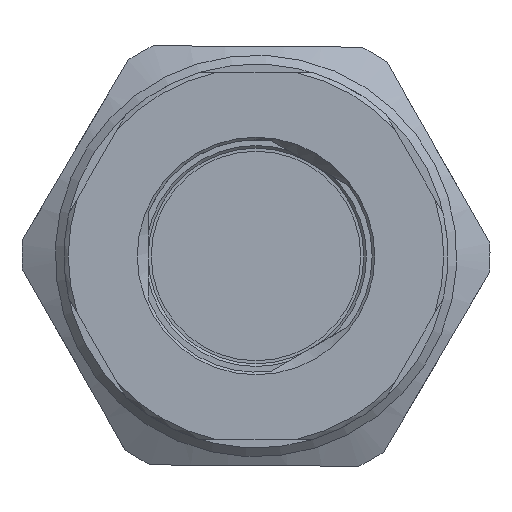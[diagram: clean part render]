
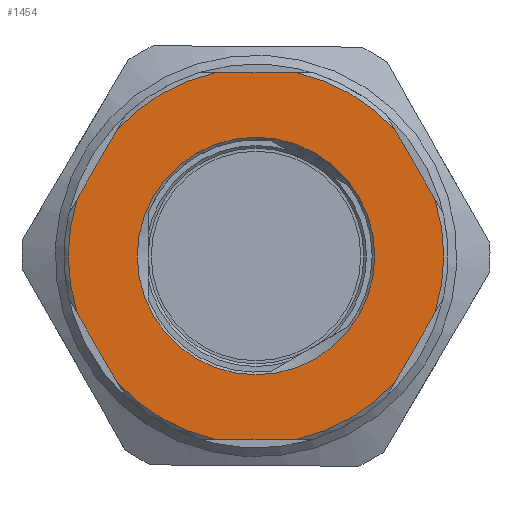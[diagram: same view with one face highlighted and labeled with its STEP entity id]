
A CAD part, left-side view. The second image highlights one B-rep face of the part: STEP entity #1454.
In plain terms, the highlighted planar face has unit normal (-1, 0, 0).
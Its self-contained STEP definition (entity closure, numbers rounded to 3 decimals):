
#172=FACE_BOUND('',#347,.T.);
#194=PLANE('',#1626);
#256=FACE_OUTER_BOUND('',#346,.T.);
#346=EDGE_LOOP('',(#1208,#1209,#1210,#1211,#1212,#1213,#1214,#1215,#1216,
#1217,#1218,#1219));
#347=EDGE_LOOP('',(#1220,#1221));
#418=LINE('',#2429,#484);
#419=LINE('',#2433,#485);
#420=LINE('',#2437,#486);
#421=LINE('',#2441,#487);
#422=LINE('',#2445,#488);
#423=LINE('',#2449,#489);
#484=VECTOR('',#1973,10.);
#485=VECTOR('',#1976,10.);
#486=VECTOR('',#1979,10.);
#487=VECTOR('',#1982,10.);
#488=VECTOR('',#1985,10.);
#489=VECTOR('',#1988,10.);
#571=CIRCLE('',#1609,6.8);
#572=CIRCLE('',#1610,6.8);
#580=CIRCLE('',#1627,10.75);
#581=CIRCLE('',#1628,10.75);
#582=CIRCLE('',#1629,10.75);
#583=CIRCLE('',#1630,10.75);
#584=CIRCLE('',#1631,10.75);
#585=CIRCLE('',#1632,10.75);
#685=VERTEX_POINT('',#2387);
#686=VERTEX_POINT('',#2389);
#696=VERTEX_POINT('',#2427);
#697=VERTEX_POINT('',#2428);
#698=VERTEX_POINT('',#2430);
#699=VERTEX_POINT('',#2432);
#700=VERTEX_POINT('',#2434);
#701=VERTEX_POINT('',#2436);
#702=VERTEX_POINT('',#2438);
#703=VERTEX_POINT('',#2440);
#704=VERTEX_POINT('',#2442);
#705=VERTEX_POINT('',#2444);
#706=VERTEX_POINT('',#2446);
#707=VERTEX_POINT('',#2448);
#860=EDGE_CURVE('',#686,#685,#571,.T.);
#861=EDGE_CURVE('',#685,#686,#572,.T.);
#879=EDGE_CURVE('',#696,#697,#418,.T.);
#880=EDGE_CURVE('',#698,#697,#580,.T.);
#881=EDGE_CURVE('',#698,#699,#419,.T.);
#882=EDGE_CURVE('',#700,#699,#581,.T.);
#883=EDGE_CURVE('',#700,#701,#420,.T.);
#884=EDGE_CURVE('',#702,#701,#582,.T.);
#885=EDGE_CURVE('',#702,#703,#421,.T.);
#886=EDGE_CURVE('',#704,#703,#583,.T.);
#887=EDGE_CURVE('',#704,#705,#422,.T.);
#888=EDGE_CURVE('',#706,#705,#584,.T.);
#889=EDGE_CURVE('',#706,#707,#423,.T.);
#890=EDGE_CURVE('',#696,#707,#585,.T.);
#1208=ORIENTED_EDGE('',*,*,#879,.T.);
#1209=ORIENTED_EDGE('',*,*,#880,.F.);
#1210=ORIENTED_EDGE('',*,*,#881,.T.);
#1211=ORIENTED_EDGE('',*,*,#882,.F.);
#1212=ORIENTED_EDGE('',*,*,#883,.T.);
#1213=ORIENTED_EDGE('',*,*,#884,.F.);
#1214=ORIENTED_EDGE('',*,*,#885,.T.);
#1215=ORIENTED_EDGE('',*,*,#886,.F.);
#1216=ORIENTED_EDGE('',*,*,#887,.T.);
#1217=ORIENTED_EDGE('',*,*,#888,.F.);
#1218=ORIENTED_EDGE('',*,*,#889,.T.);
#1219=ORIENTED_EDGE('',*,*,#890,.F.);
#1220=ORIENTED_EDGE('',*,*,#860,.T.);
#1221=ORIENTED_EDGE('',*,*,#861,.T.);
#1454=ADVANCED_FACE('',(#256,#172),#194,.T.);
#1609=AXIS2_PLACEMENT_3D('',#2390,#1927,#1928);
#1610=AXIS2_PLACEMENT_3D('',#2391,#1929,#1930);
#1626=AXIS2_PLACEMENT_3D('',#2426,#1971,#1972);
#1627=AXIS2_PLACEMENT_3D('',#2431,#1974,#1975);
#1628=AXIS2_PLACEMENT_3D('',#2435,#1977,#1978);
#1629=AXIS2_PLACEMENT_3D('',#2439,#1980,#1981);
#1630=AXIS2_PLACEMENT_3D('',#2443,#1983,#1984);
#1631=AXIS2_PLACEMENT_3D('',#2447,#1986,#1987);
#1632=AXIS2_PLACEMENT_3D('',#2450,#1989,#1990);
#1927=DIRECTION('center_axis',(1.,0.,0.));
#1928=DIRECTION('ref_axis',(0.,0.,-1.));
#1929=DIRECTION('center_axis',(1.,0.,0.));
#1930=DIRECTION('ref_axis',(0.,0.,-1.));
#1971=DIRECTION('center_axis',(-1.,0.,0.));
#1972=DIRECTION('ref_axis',(0.,0.,1.));
#1973=DIRECTION('',(0.,-0.5,-0.866));
#1974=DIRECTION('center_axis',(1.,0.,0.));
#1975=DIRECTION('ref_axis',(0.,-1.,0.));
#1976=DIRECTION('',(0.,-1.,0.));
#1977=DIRECTION('center_axis',(1.,0.,0.));
#1978=DIRECTION('ref_axis',(0.,-1.,0.));
#1979=DIRECTION('',(0.,-0.5,0.866));
#1980=DIRECTION('center_axis',(1.,0.,0.));
#1981=DIRECTION('ref_axis',(0.,-1.,0.));
#1982=DIRECTION('',(0.,0.5,0.866));
#1983=DIRECTION('center_axis',(1.,0.,0.));
#1984=DIRECTION('ref_axis',(0.,-1.,0.));
#1985=DIRECTION('',(0.,1.,0.));
#1986=DIRECTION('center_axis',(1.,0.,0.));
#1987=DIRECTION('ref_axis',(0.,-1.,0.));
#1988=DIRECTION('',(0.,0.5,-0.866));
#1989=DIRECTION('center_axis',(1.,0.,0.));
#1990=DIRECTION('ref_axis',(0.,-1.,0.));
#2387=CARTESIAN_POINT('',(0.,0.,6.8));
#2389=CARTESIAN_POINT('',(0.,0.,-6.8));
#2390=CARTESIAN_POINT('Origin',(0.,0.,0.));
#2391=CARTESIAN_POINT('Origin',(0.,0.,0.));
#2426=CARTESIAN_POINT('Origin',(0.,0.,0.));
#2427=CARTESIAN_POINT('',(0.,10.246,-3.254));
#2428=CARTESIAN_POINT('',(0.,7.941,-7.246));
#2429=CARTESIAN_POINT('',(0.,10.609,-2.625));
#2430=CARTESIAN_POINT('',(0.,2.305,-10.5));
#2431=CARTESIAN_POINT('Origin',(0.,0.,0.));
#2432=CARTESIAN_POINT('',(0.,-2.305,-10.5));
#2433=CARTESIAN_POINT('',(0.,3.031,-10.5));
#2434=CARTESIAN_POINT('',(0.,-7.941,-7.246));
#2435=CARTESIAN_POINT('Origin',(0.,0.,0.));
#2436=CARTESIAN_POINT('',(0.,-10.246,-3.254));
#2437=CARTESIAN_POINT('',(0.,-7.578,-7.875));
#2438=CARTESIAN_POINT('',(0.,-10.246,3.254));
#2439=CARTESIAN_POINT('Origin',(0.,0.,0.));
#2440=CARTESIAN_POINT('',(0.,-7.941,7.246));
#2441=CARTESIAN_POINT('',(0.,-10.609,2.625));
#2442=CARTESIAN_POINT('',(0.,-2.305,10.5));
#2443=CARTESIAN_POINT('Origin',(0.,0.,0.));
#2444=CARTESIAN_POINT('',(0.,2.305,10.5));
#2445=CARTESIAN_POINT('',(0.,-3.031,10.5));
#2446=CARTESIAN_POINT('',(0.,7.941,7.246));
#2447=CARTESIAN_POINT('Origin',(0.,0.,0.));
#2448=CARTESIAN_POINT('',(0.,10.246,3.254));
#2449=CARTESIAN_POINT('',(0.,7.578,7.875));
#2450=CARTESIAN_POINT('Origin',(0.,0.,0.));
